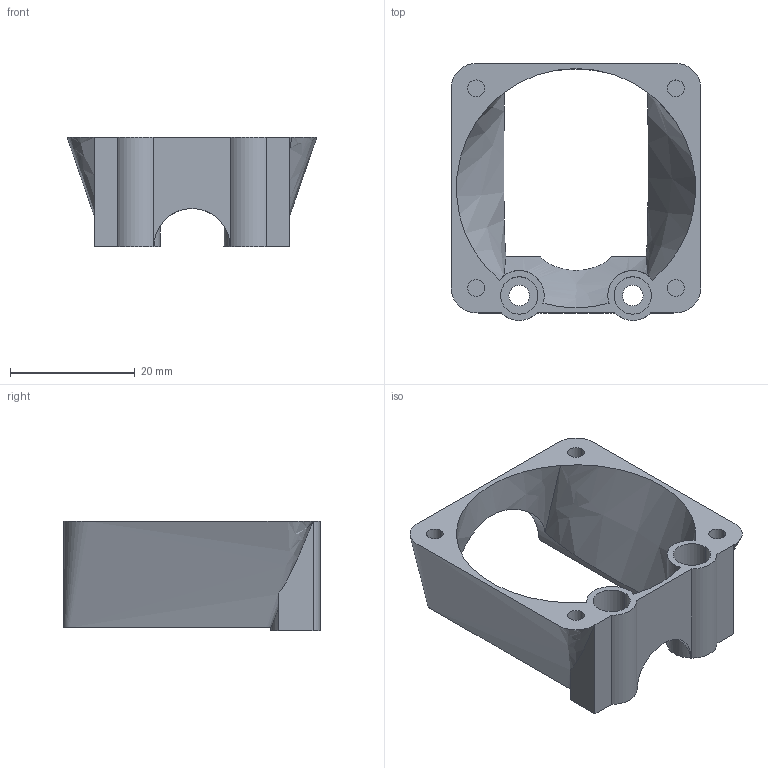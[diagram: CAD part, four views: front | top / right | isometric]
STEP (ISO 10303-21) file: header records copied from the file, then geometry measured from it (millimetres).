
FILE_DESCRIPTION (( 'STEP AP214' ), '1' );
FILE_NAME ('V6_adapter_up.STEP', '2025-02-13T14:26:29', ( '' ), ( '' ), 'SwSTEP 2.0', 'SolidWorks 2024', '' );
FILE_SCHEMA (( 'AUTOMOTIVE_DESIGN' ));
Length unit declared in the file: millimetre
Products named in the file (1): V6_adapter_up
Bounding box: 40 x 41.2 x 17.5 mm (x, y, z)
Volume: 6439.1 mm3; surface area: 5887.6 mm2
Topology: 1 solids, 1 shells, 60 faces, 167 edges, 114 vertices
Faces by surface type: cylinder 28, plane 22, bspline 10
Entity records: 3418 total; most frequent: CARTESIAN_POINT 1865, ORIENTED_EDGE 334, DIRECTION 298, EDGE_CURVE 167, AXIS2_PLACEMENT_3D 114, VERTEX_POINT 114, EDGE_LOOP 71, VECTOR 70
